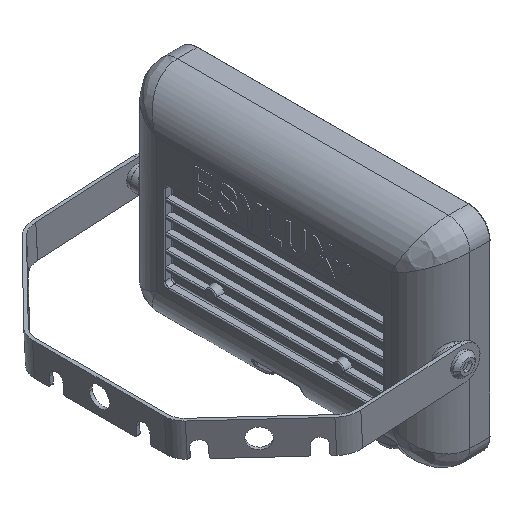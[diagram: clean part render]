
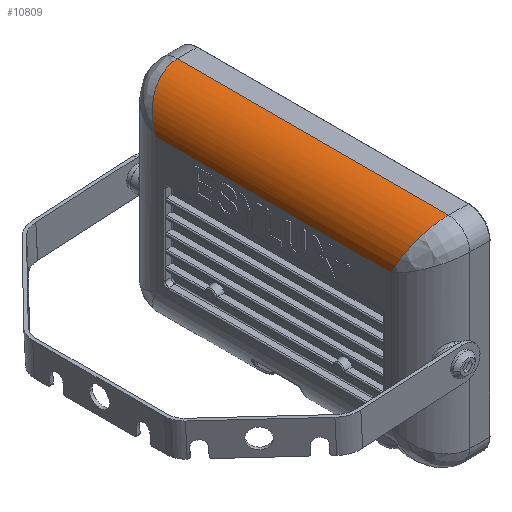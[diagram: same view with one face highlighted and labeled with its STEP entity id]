
A CAD part, isometric view. The second image highlights one B-rep face of the part: STEP entity #10809.
In plain terms, the highlighted cylindrical face has radius 18.5 mm (diameter 37 mm), a partial arc.
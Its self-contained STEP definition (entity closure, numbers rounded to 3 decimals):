
#728=CARTESIAN_POINT('Vertex',(-28.3,-55.25,31.5)) ;
#8386=CARTESIAN_POINT('Control Point',(-9.8,63.75,50.)) ;
#8387=CARTESIAN_POINT('Control Point',(-10.622,63.75,50.)) ;
#8388=CARTESIAN_POINT('Control Point',(-11.443,63.729,49.954)) ;
#8389=CARTESIAN_POINT('Control Point',(-12.261,63.687,49.863)) ;
#8390=CARTESIAN_POINT('Control Point',(-14.144,63.542,49.546)) ;
#8391=CARTESIAN_POINT('Control Point',(-15.963,63.287,48.993)) ;
#8392=CARTESIAN_POINT('Control Point',(-16.971,63.109,48.604)) ;
#8393=CARTESIAN_POINT('Control Point',(-19.196,62.626,47.554)) ;
#8394=CARTESIAN_POINT('Control Point',(-21.194,61.99,46.17)) ;
#8395=CARTESIAN_POINT('Control Point',(-22.236,61.589,45.296)) ;
#8396=CARTESIAN_POINT('Control Point',(-24.357,60.607,43.16)) ;
#8397=CARTESIAN_POINT('Control Point',(-25.982,59.47,40.685)) ;
#8398=CARTESIAN_POINT('Control Point',(-26.72,58.804,39.236)) ;
#8399=CARTESIAN_POINT('Control Point',(-27.584,57.76,36.962)) ;
#8400=CARTESIAN_POINT('Control Point',(-28.065,56.677,34.605)) ;
#8401=CARTESIAN_POINT('Control Point',(-28.183,56.308,33.802)) ;
#8402=CARTESIAN_POINT('Control Point',(-28.27,55.875,32.861)) ;
#8403=CARTESIAN_POINT('Control Point',(-28.296,55.442,31.918)) ;
#8404=CARTESIAN_POINT('Control Point',(-28.299,55.381,31.784)) ;
#8405=CARTESIAN_POINT('Control Point',(-28.3,55.318,31.647)) ;
#8406=CARTESIAN_POINT('Control Point',(-28.3,55.255,31.51)) ;
#8407=CARTESIAN_POINT('Control Point',(-28.3,55.253,31.507)) ;
#8408=CARTESIAN_POINT('Control Point',(-28.3,55.252,31.503)) ;
#8409=CARTESIAN_POINT('Control Point',(-28.3,55.25,31.5)) ;
#8410=CARTESIAN_POINT('Vertex',(-28.3,55.25,31.5)) ;
#8412=CARTESIAN_POINT('Vertex',(-9.8,63.75,50.)) ;
#8600=CARTESIAN_POINT('Vertex',(-9.8,-63.75,50.)) ;
#8604=CARTESIAN_POINT('Control Point',(-28.3,-55.25,31.5)) ;
#8605=CARTESIAN_POINT('Control Point',(-28.3,-55.252,31.503)) ;
#8606=CARTESIAN_POINT('Control Point',(-28.3,-55.253,31.507)) ;
#8607=CARTESIAN_POINT('Control Point',(-28.3,-55.255,31.51)) ;
#8608=CARTESIAN_POINT('Control Point',(-28.3,-55.339,31.695)) ;
#8609=CARTESIAN_POINT('Control Point',(-28.297,-55.424,31.879)) ;
#8610=CARTESIAN_POINT('Control Point',(-28.293,-55.507,32.06)) ;
#8611=CARTESIAN_POINT('Control Point',(-28.219,-56.411,34.027)) ;
#8612=CARTESIAN_POINT('Control Point',(-27.883,-57.31,35.982)) ;
#8613=CARTESIAN_POINT('Control Point',(-27.364,-58.109,37.722)) ;
#8614=CARTESIAN_POINT('Control Point',(-26.005,-59.533,40.822)) ;
#8615=CARTESIAN_POINT('Control Point',(-23.947,-60.799,43.578)) ;
#8616=CARTESIAN_POINT('Control Point',(-22.856,-61.34,44.755)) ;
#8617=CARTESIAN_POINT('Control Point',(-20.526,-62.267,46.772)) ;
#8618=CARTESIAN_POINT('Control Point',(-17.781,-62.964,48.29)) ;
#8619=CARTESIAN_POINT('Control Point',(-16.398,-63.236,48.882)) ;
#8620=CARTESIAN_POINT('Control Point',(-14.249,-63.544,49.551)) ;
#8621=CARTESIAN_POINT('Control Point',(-12.019,-63.699,49.889)) ;
#8622=CARTESIAN_POINT('Control Point',(-11.282,-63.733,49.963)) ;
#8623=CARTESIAN_POINT('Control Point',(-10.541,-63.75,50.)) ;
#8624=CARTESIAN_POINT('Control Point',(-9.8,-63.75,50.)) ;
#8760=CARTESIAN_POINT('Line Origine',(-9.8,0.,50.)) ;
#10793=CARTESIAN_POINT('Axis2P3D Location',(-9.8,0.,31.5)) ;
#10798=CARTESIAN_POINT('Line Origine',(-28.3,0.,31.5)) ;
#8761=DIRECTION('Vector Direction',(0.,1.,0.)) ;
#10794=DIRECTION('Axis2P3D Direction',(0.,1.,0.)) ;
#10795=DIRECTION('Axis2P3D XDirection',(-1.,0.,0.)) ;
#10799=DIRECTION('Vector Direction',(0.,1.,0.)) ;
#10796=AXIS2_PLACEMENT_3D('Cylinder Axis2P3D',#10793,#10794,#10795) ;
#10804=ORIENTED_EDGE('',*,*,#8764,.F.) ;
#10805=ORIENTED_EDGE('',*,*,#8414,.F.) ;
#10806=ORIENTED_EDGE('',*,*,#10802,.T.) ;
#10807=ORIENTED_EDGE('',*,*,#8625,.F.) ;
#8762=VECTOR('Line Direction',#8761,1.) ;
#10800=VECTOR('Line Direction',#10799,1.) ;
#10809=ADVANCED_FACE('Body.2',(#10808),#10797,.T.) ;
#8385=B_SPLINE_CURVE_WITH_KNOTS('',5,(#8386,#8387,#8388,#8389,#8390,#8391,#8392,#8393,#8394,#8395,#8396,#8397,#8398,#8399,#8400,#8401,#8402,#8403,#8404,#8405,#8406,#8407,#8408,#8409),.UNSPECIFIED.,.F.,.U.,(6,3,3,3,3,3,3,6),(8.247,14.057,21.769,31.737,44.068,50.366,51.407,51.433),.UNSPECIFIED.) ;
#8603=B_SPLINE_CURVE_WITH_KNOTS('',5,(#8604,#8605,#8606,#8607,#8608,#8609,#8610,#8611,#8612,#8613,#8614,#8615,#8616,#8617,#8618,#8619,#8620,#8621,#8622,#8623,#8624),.UNSPECIFIED.,.F.,.U.,(6,3,3,3,3,3,6),(0.,0.027,1.434,15.339,27.223,37.946,43.185),.UNSPECIFIED.) ;
#10797=CYLINDRICAL_SURFACE('generated cylinder',#10796,18.5) ;
#8414=EDGE_CURVE('',#8411,#8413,#8385,.F.) ;
#8625=EDGE_CURVE('',#8601,#729,#8603,.F.) ;
#8764=EDGE_CURVE('',#8413,#8601,#8763,.F.) ;
#10802=EDGE_CURVE('',#8411,#729,#10801,.F.) ;
#10803=EDGE_LOOP('',(#10804,#10805,#10806,#10807)) ;
#10808=FACE_OUTER_BOUND('',#10803,.T.) ;
#8763=LINE('Line',#8760,#8762) ;
#10801=LINE('Line',#10798,#10800) ;
#729=VERTEX_POINT('',#728) ;
#8411=VERTEX_POINT('',#8410) ;
#8413=VERTEX_POINT('',#8412) ;
#8601=VERTEX_POINT('',#8600) ;
